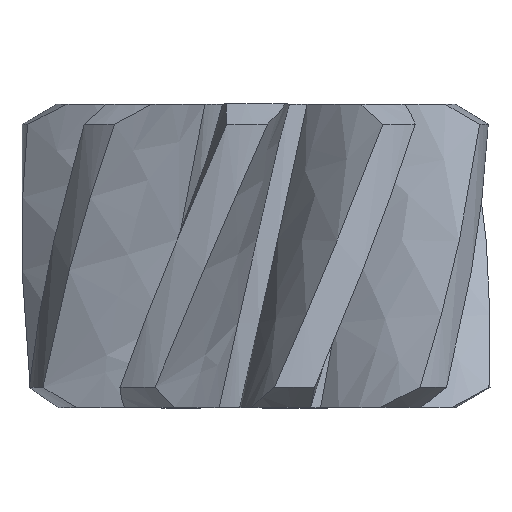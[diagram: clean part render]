
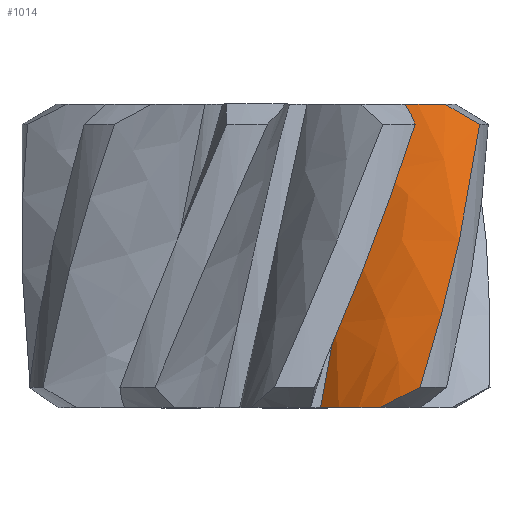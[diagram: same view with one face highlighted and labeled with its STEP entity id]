
A CAD part, top view. The second image highlights one B-rep face of the part: STEP entity #1014.
In plain terms, the highlighted free-form (B-spline) face has degree [3, 3] with [10, 8] control points.
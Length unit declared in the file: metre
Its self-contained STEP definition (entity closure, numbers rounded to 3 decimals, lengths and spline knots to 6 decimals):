
#28=B_SPLINE_SURFACE_WITH_KNOTS('',3,3,((#2370,#2371,#2372,#2373,#2374,
#2375,#2376,#2377),(#2378,#2379,#2380,#2381,#2382,#2383,#2384,#2385),(#2386,
#2387,#2388,#2389,#2390,#2391,#2392,#2393),(#2394,#2395,#2396,#2397,#2398,
#2399,#2400,#2401),(#2402,#2403,#2404,#2405,#2406,#2407,#2408,#2409),(#2410,
#2411,#2412,#2413,#2414,#2415,#2416,#2417),(#2418,#2419,#2420,#2421,#2422,
#2423,#2424,#2425),(#2426,#2427,#2428,#2429,#2430,#2431,#2432,#2433),(#2434,
#2435,#2436,#2437,#2438,#2439,#2440,#2441),(#2442,#2443,#2444,#2445,#2446,
#2447,#2448,#2449)),.UNSPECIFIED.,.F.,.F.,.F.,(4,3,3,4),(4,3,1,4),(-0.002754,
0.,0.45339,0.456223),(-0.003423,0.,0.43367,
0.572884),.UNSPECIFIED.);
#63=B_SPLINE_CURVE_WITH_KNOTS('',3,(#1439,#1440,#1441,#1442),
 .UNSPECIFIED.,.F.,.F.,(4,4),(0.,0.003988),.UNSPECIFIED.);
#114=B_SPLINE_CURVE_WITH_KNOTS('',3,(#2366,#2367,#2368,#2369),
 .UNSPECIFIED.,.F.,.F.,(4,4),(0.,0.01538),
 .UNSPECIFIED.);
#115=B_SPLINE_CURVE_WITH_KNOTS('',3,(#2450,#2451,#2452,#2453),
 .UNSPECIFIED.,.F.,.F.,(4,4),(0.,0.002009),
 .UNSPECIFIED.);
#116=B_SPLINE_CURVE_WITH_KNOTS('',3,(#2455,#2456,#2457,#2458),
 .UNSPECIFIED.,.F.,.F.,(4,4),(0.,0.003988),.UNSPECIFIED.);
#117=B_SPLINE_CURVE_WITH_KNOTS('',3,(#2460,#2461,#2462,#2463),
 .UNSPECIFIED.,.F.,.F.,(4,4),(0.,0.002258),.UNSPECIFIED.);
#118=B_SPLINE_CURVE_WITH_KNOTS('',3,(#2465,#2466,#2467,#2468),
 .UNSPECIFIED.,.F.,.F.,(4,4),(0.,0.01421),
 .UNSPECIFIED.);
#312=ORIENTED_EDGE('',*,*,#615,.T.);
#313=ORIENTED_EDGE('',*,*,#541,.F.);
#314=ORIENTED_EDGE('',*,*,#614,.T.);
#315=ORIENTED_EDGE('',*,*,#616,.F.);
#316=ORIENTED_EDGE('',*,*,#617,.T.);
#317=ORIENTED_EDGE('',*,*,#618,.F.);
#541=EDGE_CURVE('',#708,#709,#63,.T.);
#614=EDGE_CURVE('',#708,#761,#114,.T.);
#615=EDGE_CURVE('',#762,#709,#115,.T.);
#616=EDGE_CURVE('',#763,#761,#116,.T.);
#617=EDGE_CURVE('',#763,#764,#117,.T.);
#618=EDGE_CURVE('',#762,#764,#118,.T.);
#708=VERTEX_POINT('',#1438);
#709=VERTEX_POINT('',#1443);
#761=VERTEX_POINT('',#2365);
#762=VERTEX_POINT('',#2454);
#763=VERTEX_POINT('',#2459);
#764=VERTEX_POINT('',#2464);
#868=EDGE_LOOP('',(#312,#313,#314,#315,#316,#317));
#934=FACE_BOUND('',#868,.T.);
#1014=ADVANCED_FACE('',(#934),#28,.F.);
#1438=CARTESIAN_POINT('',(0.005418,0.,0.002526));
#1439=CARTESIAN_POINT('',(0.005418,0.,0.002526));
#1440=CARTESIAN_POINT('',(0.006687,0.,0.00293));
#1441=CARTESIAN_POINT('',(0.008009,0.,0.003132));
#1442=CARTESIAN_POINT('',(0.009341,0.,0.003131));
#1443=CARTESIAN_POINT('',(0.009341,0.,0.003132));
#2365=CARTESIAN_POINT('',(0.003198,-0.015,0.00505));
#2366=CARTESIAN_POINT('',(0.005417,0.,0.002526));
#2367=CARTESIAN_POINT('',(0.004937,-0.005001,0.003556));
#2368=CARTESIAN_POINT('',(0.004157,-0.009999,0.004442));
#2369=CARTESIAN_POINT('',(0.003198,-0.015,0.00505));
#2370=CARTESIAN_POINT('',(0.005392,0.00009,0.002497));
#2371=CARTESIAN_POINT('',(0.00539,0.00006,0.002503));
#2372=CARTESIAN_POINT('',(0.005387,0.00003,0.002509));
#2373=CARTESIAN_POINT('',(0.005384,0.,0.002515));
#2374=CARTESIAN_POINT('',(0.00502,-0.003804,0.003294));
#2375=CARTESIAN_POINT('',(0.004313,-0.008829,0.004216));
#2376=CARTESIAN_POINT('',(0.003394,-0.013854,0.004885));
#2377=CARTESIAN_POINT('',(0.003161,-0.015075,0.005032));
#2378=CARTESIAN_POINT('',(0.005404,0.00009,0.002501));
#2379=CARTESIAN_POINT('',(0.005401,0.00006,0.002507));
#2380=CARTESIAN_POINT('',(0.005398,0.00003,0.002513));
#2381=CARTESIAN_POINT('',(0.005395,0.,0.002519));
#2382=CARTESIAN_POINT('',(0.005031,-0.003804,0.003299));
#2383=CARTESIAN_POINT('',(0.004323,-0.008829,0.004223));
#2384=CARTESIAN_POINT('',(0.003402,-0.013854,0.004894));
#2385=CARTESIAN_POINT('',(0.003168,-0.015075,0.005041));
#2386=CARTESIAN_POINT('',(0.005415,0.00009,0.002504));
#2387=CARTESIAN_POINT('',(0.005412,0.00006,0.00251));
#2388=CARTESIAN_POINT('',(0.005409,0.00003,0.002516));
#2389=CARTESIAN_POINT('',(0.005406,0.,0.002523));
#2390=CARTESIAN_POINT('',(0.005042,-0.003804,0.003304));
#2391=CARTESIAN_POINT('',(0.004333,-0.008829,0.00423));
#2392=CARTESIAN_POINT('',(0.00341,-0.013854,0.004903));
#2393=CARTESIAN_POINT('',(0.003176,-0.015075,0.00505));
#2394=CARTESIAN_POINT('',(0.005426,0.00009,0.002508));
#2395=CARTESIAN_POINT('',(0.005423,0.00006,0.002514));
#2396=CARTESIAN_POINT('',(0.00542,0.00003,0.00252));
#2397=CARTESIAN_POINT('',(0.005418,0.,0.002526));
#2398=CARTESIAN_POINT('',(0.005052,-0.003804,0.003309));
#2399=CARTESIAN_POINT('',(0.004342,-0.008829,0.004237));
#2400=CARTESIAN_POINT('',(0.003418,-0.013854,0.004911));
#2401=CARTESIAN_POINT('',(0.003183,-0.015075,0.005059));
#2402=CARTESIAN_POINT('',(0.007282,0.00009,0.003091));
#2403=CARTESIAN_POINT('',(0.007278,0.00006,0.003099));
#2404=CARTESIAN_POINT('',(0.007274,0.00003,0.003108));
#2405=CARTESIAN_POINT('',(0.007271,0.,0.003116));
#2406=CARTESIAN_POINT('',(0.00682,-0.003804,0.004167));
#2407=CARTESIAN_POINT('',(0.00592,-0.008829,0.005424));
#2408=CARTESIAN_POINT('',(0.004725,-0.013854,0.006354));
#2409=CARTESIAN_POINT('',(0.004421,-0.015075,0.006559));
#2410=CARTESIAN_POINT('',(0.00927,0.00009,0.003246));
#2411=CARTESIAN_POINT('',(0.009266,0.00006,0.003257));
#2412=CARTESIAN_POINT('',(0.009262,0.00003,0.003267));
#2413=CARTESIAN_POINT('',(0.009259,0.,0.003278));
#2414=CARTESIAN_POINT('',(0.008785,-0.003804,0.004616));
#2415=CARTESIAN_POINT('',(0.00777,-0.008829,0.006246));
#2416=CARTESIAN_POINT('',(0.006364,-0.013854,0.007494));
#2417=CARTESIAN_POINT('',(0.006003,-0.015075,0.007773));
#2418=CARTESIAN_POINT('',(0.011193,0.00009,0.002958));
#2419=CARTESIAN_POINT('',(0.01119,0.00006,0.002971));
#2420=CARTESIAN_POINT('',(0.011187,0.00003,0.002984));
#2421=CARTESIAN_POINT('',(0.011183,0.,0.002997));
#2422=CARTESIAN_POINT('',(0.01075,-0.003804,0.004613));
#2423=CARTESIAN_POINT('',(0.009707,-0.008829,0.006622));
#2424=CARTESIAN_POINT('',(0.008171,-0.013854,0.008219));
#2425=CARTESIAN_POINT('',(0.007773,-0.015075,0.008579));
#2426=CARTESIAN_POINT('',(0.011205,0.00009,0.002956));
#2427=CARTESIAN_POINT('',(0.011202,0.00006,0.002969));
#2428=CARTESIAN_POINT('',(0.011199,0.00003,0.002982));
#2429=CARTESIAN_POINT('',(0.011195,0.,0.002995));
#2430=CARTESIAN_POINT('',(0.010762,-0.003804,0.004613));
#2431=CARTESIAN_POINT('',(0.00972,-0.008829,0.006624));
#2432=CARTESIAN_POINT('',(0.008183,-0.013854,0.008223));
#2433=CARTESIAN_POINT('',(0.007784,-0.015075,0.008584));
#2434=CARTESIAN_POINT('',(0.011217,0.00009,0.002955));
#2435=CARTESIAN_POINT('',(0.011214,0.00006,0.002967));
#2436=CARTESIAN_POINT('',(0.011211,0.00003,0.00298));
#2437=CARTESIAN_POINT('',(0.011207,0.,0.002993));
#2438=CARTESIAN_POINT('',(0.010774,-0.003804,0.004613));
#2439=CARTESIAN_POINT('',(0.009732,-0.008829,0.006627));
#2440=CARTESIAN_POINT('',(0.008194,-0.013854,0.008228));
#2441=CARTESIAN_POINT('',(0.007795,-0.015075,0.008589));
#2442=CARTESIAN_POINT('',(0.011229,0.00009,0.002953));
#2443=CARTESIAN_POINT('',(0.011226,0.00006,0.002966));
#2444=CARTESIAN_POINT('',(0.011223,0.00003,0.002978));
#2445=CARTESIAN_POINT('',(0.011219,0.,0.002991));
#2446=CARTESIAN_POINT('',(0.010787,-0.003804,0.004613));
#2447=CARTESIAN_POINT('',(0.009744,-0.008829,0.006629));
#2448=CARTESIAN_POINT('',(0.008205,-0.013854,0.008232));
#2449=CARTESIAN_POINT('',(0.007806,-0.015075,0.008594));
#2450=CARTESIAN_POINT('',(0.011062,-0.000996,0.003418));
#2451=CARTESIAN_POINT('',(0.010484,-0.000665,0.003345));
#2452=CARTESIAN_POINT('',(0.00991,-0.000333,0.003249));
#2453=CARTESIAN_POINT('',(0.009341,0.,0.003131));
#2454=CARTESIAN_POINT('',(0.011062,-0.000996,0.003418));
#2455=CARTESIAN_POINT('',(0.006175,-0.015,0.007677));
#2456=CARTESIAN_POINT('',(0.005053,-0.015,0.006959));
#2457=CARTESIAN_POINT('',(0.004048,-0.015,0.006075));
#2458=CARTESIAN_POINT('',(0.003198,-0.015,0.00505));
#2459=CARTESIAN_POINT('',(0.006174,-0.015,0.007678));
#2460=CARTESIAN_POINT('',(0.006174,-0.015,0.007677));
#2461=CARTESIAN_POINT('',(0.006799,-0.014659,0.007932));
#2462=CARTESIAN_POINT('',(0.007447,-0.014329,0.008125));
#2463=CARTESIAN_POINT('',(0.008116,-0.014004,0.008256));
#2464=CARTESIAN_POINT('',(0.008116,-0.014004,0.008257));
#2465=CARTESIAN_POINT('',(0.011062,-0.000996,0.003418));
#2466=CARTESIAN_POINT('',(0.010498,-0.005336,0.005241));
#2467=CARTESIAN_POINT('',(0.009478,-0.009664,0.006918));
#2468=CARTESIAN_POINT('',(0.008116,-0.014004,0.008256));
